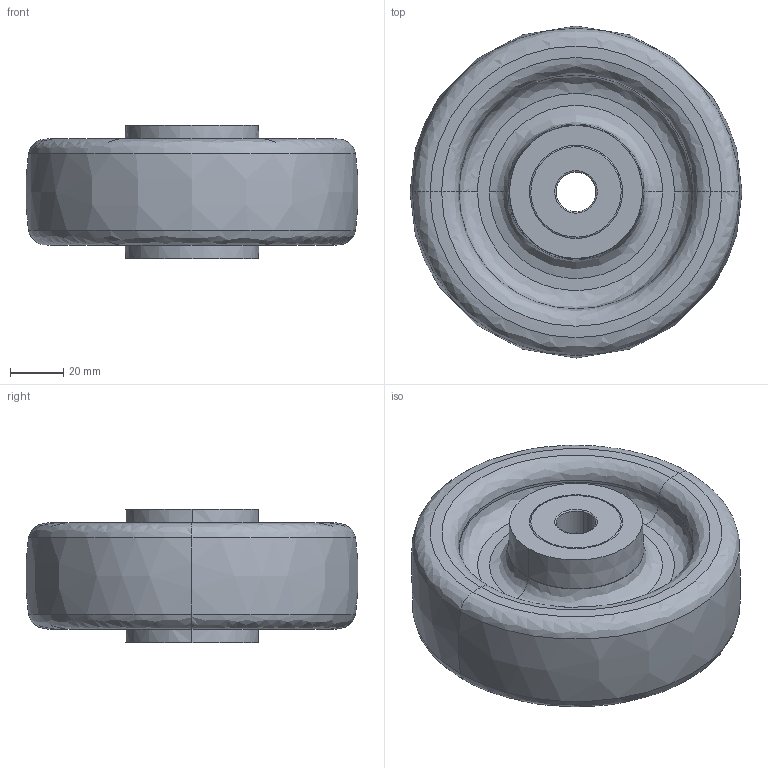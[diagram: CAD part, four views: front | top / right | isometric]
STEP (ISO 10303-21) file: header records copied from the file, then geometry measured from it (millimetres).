
FILE_DESCRIPTION (( 'STEP AP214' ), '1' );
FILE_NAME ('0014376.step', '2022-05-18T10:19:12', ( '' ), ( '' ), 'SwSTEP 2.0', 'SolidWorks 2020', '' );
FILE_SCHEMA (( 'AUTOMOTIVE_DESIGN' ));
Length unit declared in the file: millimetre
Products named in the file (1): 0014376
Bounding box: 124.77 x 124.77 x 50 mm (x, y, z)
Surface area: 51801.5 mm2 (no closed solid volume)
Topology: 0 solids, 5 shells, 62 faces, 134 edges, 80 vertices
Faces by surface type: bspline 22, cylinder 12, torus 12, cone 8, plane 8
Entity records: 3539 total; most frequent: CARTESIAN_POINT 1523, DIRECTION 306, ORIENTED_EDGE 248, AXIS2_PLACEMENT_3D 143, EDGE_CURVE 134, CIRCLE 102, VERTEX_POINT 80, EDGE_LOOP 70
